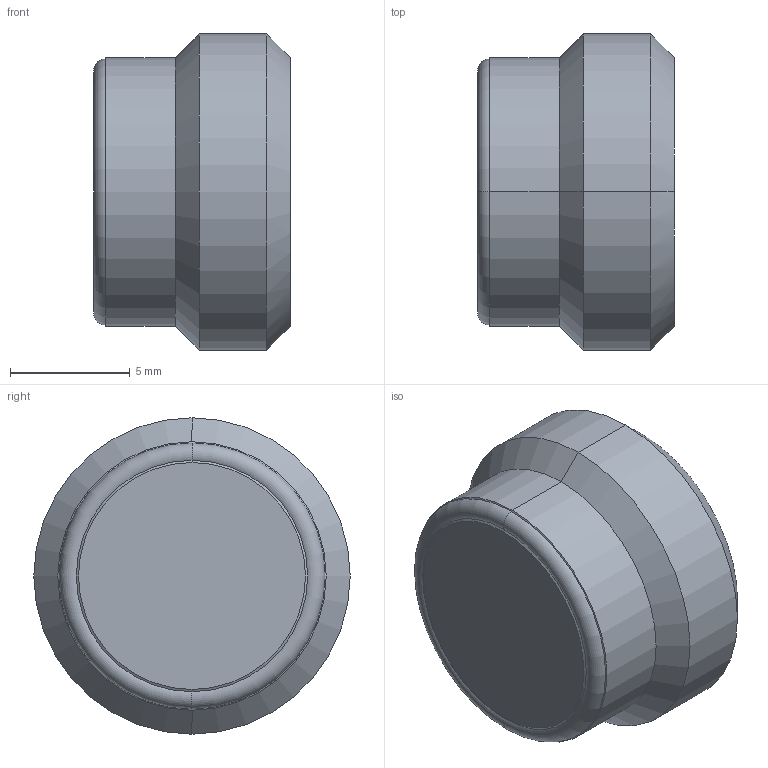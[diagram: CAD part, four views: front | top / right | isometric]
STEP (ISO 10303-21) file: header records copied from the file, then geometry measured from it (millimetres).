
FILE_DESCRIPTION (( 'STEP AP214' ), '1' );
FILE_NAME ('RVH-G14-A-V-A.STEP', '2021-06-04T14:01:42', ( '' ), ( '' ), 'SwSTEP 2.0', 'SolidWorks 2020', '' );
FILE_SCHEMA (( 'AUTOMOTIVE_DESIGN' ));
Length unit declared in the file: millimetre
Products named in the file (1): RVH-G14-A-V-A
Bounding box: 8.2 x 13.2 x 13.2 mm (x, y, z)
Volume: 827.9 mm3; surface area: 754.6 mm2
Topology: 1 solids, 1 shells, 40 faces, 90 edges, 52 vertices
Faces by surface type: cylinder 20, plane 10, cone 8, torus 2
Entity records: 1180 total; most frequent: DIRECTION 234, CARTESIAN_POINT 183, ORIENTED_EDGE 180, AXIS2_PLACEMENT_3D 103, EDGE_CURVE 90, CIRCLE 62, VERTEX_POINT 52, ADVANCED_FACE 40
